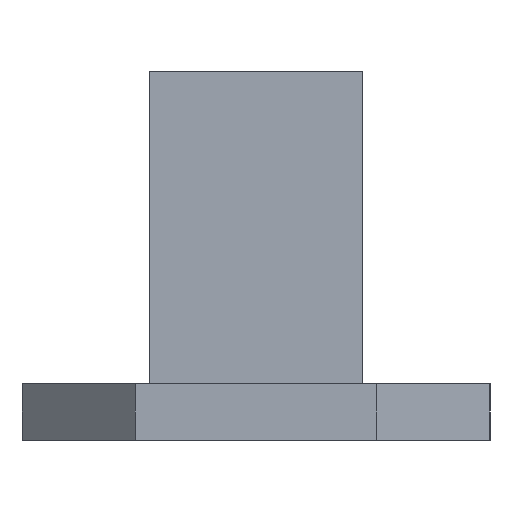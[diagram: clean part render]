
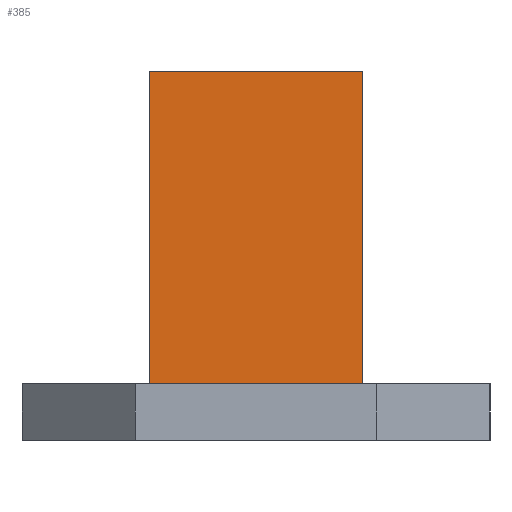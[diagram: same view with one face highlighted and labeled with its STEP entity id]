
A CAD part, left-side view. The second image highlights one B-rep face of the part: STEP entity #385.
In plain terms, the highlighted planar face has unit normal (-1, 0, 0).
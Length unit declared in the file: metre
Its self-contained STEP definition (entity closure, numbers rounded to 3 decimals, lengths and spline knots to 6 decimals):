
#55=ORIENTED_EDGE('',*,*,#155,.T.);
#56=ORIENTED_EDGE('',*,*,#148,.F.);
#57=ORIENTED_EDGE('',*,*,#156,.F.);
#58=ORIENTED_EDGE('',*,*,#153,.T.);
#148=EDGE_CURVE('',#198,#195,#233,.T.);
#153=EDGE_CURVE('',#202,#201,#237,.T.);
#155=EDGE_CURVE('',#201,#195,#239,.F.);
#156=EDGE_CURVE('',#202,#198,#240,.F.);
#195=VERTEX_POINT('',#586);
#198=VERTEX_POINT('',#591);
#201=VERTEX_POINT('',#601);
#202=VERTEX_POINT('',#603);
#233=LINE('',#592,#279);
#237=LINE('',#602,#283);
#239=LINE('',#606,#285);
#240=LINE('',#607,#286);
#279=VECTOR('',#476,1.);
#283=VECTOR('',#486,1.);
#285=VECTOR('',#490,1.);
#286=VECTOR('',#491,1.);
#313=EDGE_LOOP('',(#55,#56,#57,#58));
#341=FACE_BOUND('',#313,.T.);
#367=PLANE('',#423);
#385=ADVANCED_FACE('',(#341),#367,.F.);
#423=AXIS2_PLACEMENT_3D('',#605,#488,#489);
#476=DIRECTION('',(0.,0.,1.));
#486=DIRECTION('',(0.,0.,1.));
#488=DIRECTION('',(1.,0.,0.));
#489=DIRECTION('',(0.,0.,-1.));
#490=DIRECTION('',(0.,-1.,0.));
#491=DIRECTION('',(0.,-1.,0.));
#586=CARTESIAN_POINT('',(-0.060663,0.00375,0.013));
#591=CARTESIAN_POINT('',(-0.060663,0.00375,0.002));
#592=CARTESIAN_POINT('',(-0.060663,0.00375,0.002));
#601=CARTESIAN_POINT('',(-0.060663,-0.00375,0.013));
#602=CARTESIAN_POINT('',(-0.060663,-0.00375,0.002));
#603=CARTESIAN_POINT('',(-0.060663,-0.00375,0.002));
#605=CARTESIAN_POINT('',(-0.060663,0.,0.002));
#606=CARTESIAN_POINT('',(-0.060663,0.,0.013));
#607=CARTESIAN_POINT('',(-0.060663,0.,0.002));
